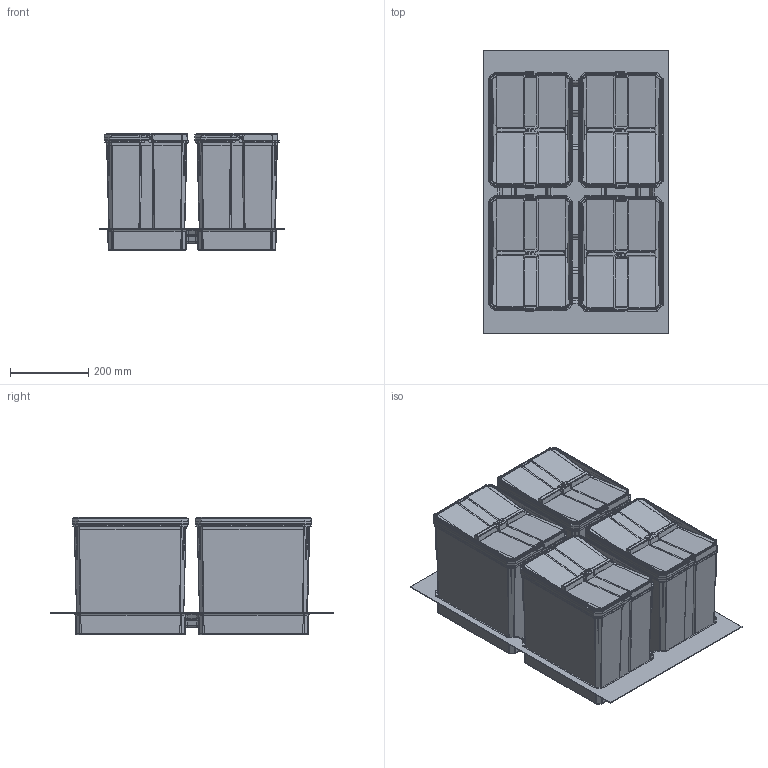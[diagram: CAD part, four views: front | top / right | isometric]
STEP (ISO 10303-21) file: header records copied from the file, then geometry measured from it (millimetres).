
FILE_DESCRIPTION(/* description */ (''),/* implementation_level */ '2;1');
FILE_NAME(/* name */ 'PB-AS-900-4X15L.stp',/* time_stamp */ '2023-06-27T15:53:27+02:00',/* author */ ('tomaszw'),/* organization */ (''),/* preprocessor_version */ 'ST-DEVELOPER v19.2',/* originating_system */ 'Autodesk Inventor 2023',/* authorisation */ '');
FILE_SCHEMA (('AUTOMOTIVE_DESIGN { 1 0 10303 214 3 1 1 }'));
Products named in the file (6): Zestawienie tacek; T_724x474_01_Taca; KOSZ_15_26.01.2022; kosz_15_rączka; kosz_15_pokrywka; kosz_15_wiadro
Assembly tree (8 placements, depth 3):
  Zestawienie tacek
    T_724x474_01_Taca
    KOSZ_15_26.01.2022  x4
      kosz_15_rączka
      kosz_15_pokrywka
      kosz_15_wiadro
Bounding box: 474 x 724 x 299.44 mm (x, y, z)
Volume: 3687625.7 mm3; surface area: 4295646.2 mm2
Topology: 13 solids, 13 shells, 7856 faces, 20404 edges, 12528 vertices
Faces by surface type: plane 2896, cylinder 2796, bspline 1808, sphere 192, torus 104, cone 60
Full cylindrical faces by diameter (mm): 4.6 x8, 7.5 x8, 8 x4
Entity records: 142956 total; most frequent: CARTESIAN_POINT 83523, ORIENTED_EDGE 12492, DIRECTION 11168, EDGE_CURVE 6246, AXIS2_PLACEMENT_3D 3909, VERTEX_POINT 3822, LINE 3350, VECTOR 3350
